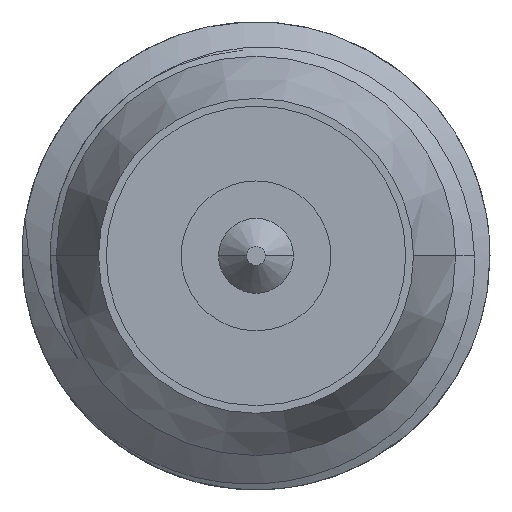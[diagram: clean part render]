
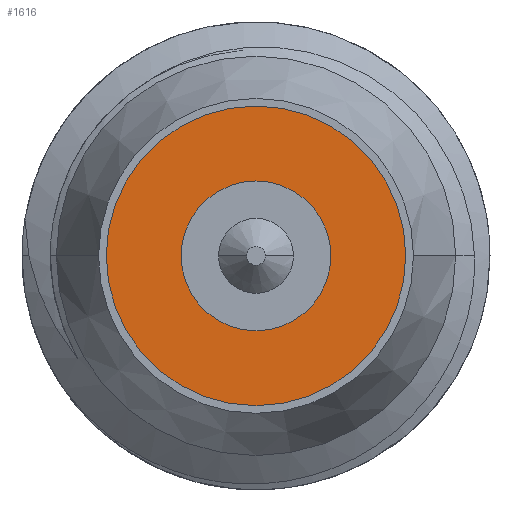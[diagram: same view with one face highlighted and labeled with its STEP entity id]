
A CAD part, left-side view. The second image highlights one B-rep face of the part: STEP entity #1616.
In plain terms, the highlighted planar face has unit normal (-1, 0, 0).
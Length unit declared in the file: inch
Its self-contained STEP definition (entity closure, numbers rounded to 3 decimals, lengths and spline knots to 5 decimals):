
#115 = DIRECTION ( 'NONE',  ( -1., 0., 0. ) ) ;
#139 = VERTEX_POINT ( 'NONE', #2278 ) ;
#215 = PLANE ( 'NONE',  #2502 ) ;
#359 = CIRCLE ( 'NONE', #361, 0.04 ) ;
#361 = AXIS2_PLACEMENT_3D ( 'NONE', #2160, #366, #3172 ) ;
#366 = DIRECTION ( 'NONE',  ( -1., 0., 0. ) ) ;
#486 = DIRECTION ( 'NONE',  ( -1., 0., 0. ) ) ;
#545 = DIRECTION ( 'NONE',  ( 0., -1., 0. ) ) ;
#582 = EDGE_CURVE ( 'NONE', #628, #139, #1358, .T. ) ;
#628 = VERTEX_POINT ( 'NONE', #1946 ) ;
#947 = CARTESIAN_POINT ( 'NONE',  ( 0.20591, -0.04, 0. ) ) ;
#1054 = EDGE_CURVE ( 'NONE', #139, #628, #2513, .T. ) ;
#1203 = DIRECTION ( 'NONE',  ( -1., 0., 0. ) ) ;
#1330 = ORIENTED_EDGE ( 'NONE', *, *, #3128, .F. ) ;
#1358 = CIRCLE ( 'NONE', #1512, 0.08 ) ;
#1496 = VERTEX_POINT ( 'NONE', #947 ) ;
#1512 = AXIS2_PLACEMENT_3D ( 'NONE', #2703, #486, #2689 ) ;
#1592 = CARTESIAN_POINT ( 'NONE',  ( 0.20591, 0., 0. ) ) ;
#1616 = ADVANCED_FACE ( 'NONE', ( #2238, #1698 ), #215, .T. ) ;
#1637 = VERTEX_POINT ( 'NONE', #2690 ) ;
#1698 = FACE_OUTER_BOUND ( 'NONE', #2801, .T. ) ;
#1821 = AXIS2_PLACEMENT_3D ( 'NONE', #2262, #2746, #545 ) ;
#1946 = CARTESIAN_POINT ( 'NONE',  ( 0.20591, -0.08, 0. ) ) ;
#2160 = CARTESIAN_POINT ( 'NONE',  ( 0.20591, 0., 0. ) ) ;
#2222 = DIRECTION ( 'NONE',  ( 0., -1., 0. ) ) ;
#2238 = FACE_BOUND ( 'NONE', #2858, .T. ) ;
#2240 = ORIENTED_EDGE ( 'NONE', *, *, #2846, .F. ) ;
#2262 = CARTESIAN_POINT ( 'NONE',  ( 0.20591, 0., 0. ) ) ;
#2278 = CARTESIAN_POINT ( 'NONE',  ( 0.20591, 0.08, 0. ) ) ;
#2502 = AXIS2_PLACEMENT_3D ( 'NONE', #2981, #1203, #2222 ) ;
#2513 = CIRCLE ( 'NONE', #3096, 0.08 ) ;
#2517 = ORIENTED_EDGE ( 'NONE', *, *, #1054, .T. ) ;
#2629 = ORIENTED_EDGE ( 'NONE', *, *, #582, .T. ) ;
#2689 = DIRECTION ( 'NONE',  ( 0., -1., 0. ) ) ;
#2690 = CARTESIAN_POINT ( 'NONE',  ( 0.20591, 0.04, 0. ) ) ;
#2703 = CARTESIAN_POINT ( 'NONE',  ( 0.20591, 0., 0. ) ) ;
#2746 = DIRECTION ( 'NONE',  ( -1., 0., 0. ) ) ;
#2772 = CIRCLE ( 'NONE', #1821, 0.04 ) ;
#2801 = EDGE_LOOP ( 'NONE', ( #2629, #2517 ) ) ;
#2846 = EDGE_CURVE ( 'NONE', #1637, #1496, #2772, .T. ) ;
#2858 = EDGE_LOOP ( 'NONE', ( #2240, #1330 ) ) ;
#2866 = DIRECTION ( 'NONE',  ( 0., -1., 0. ) ) ;
#2981 = CARTESIAN_POINT ( 'NONE',  ( 0.20591, 0., 0. ) ) ;
#3096 = AXIS2_PLACEMENT_3D ( 'NONE', #1592, #115, #2866 ) ;
#3128 = EDGE_CURVE ( 'NONE', #1496, #1637, #359, .T. ) ;
#3172 = DIRECTION ( 'NONE',  ( 0., -1., 0. ) ) ;
